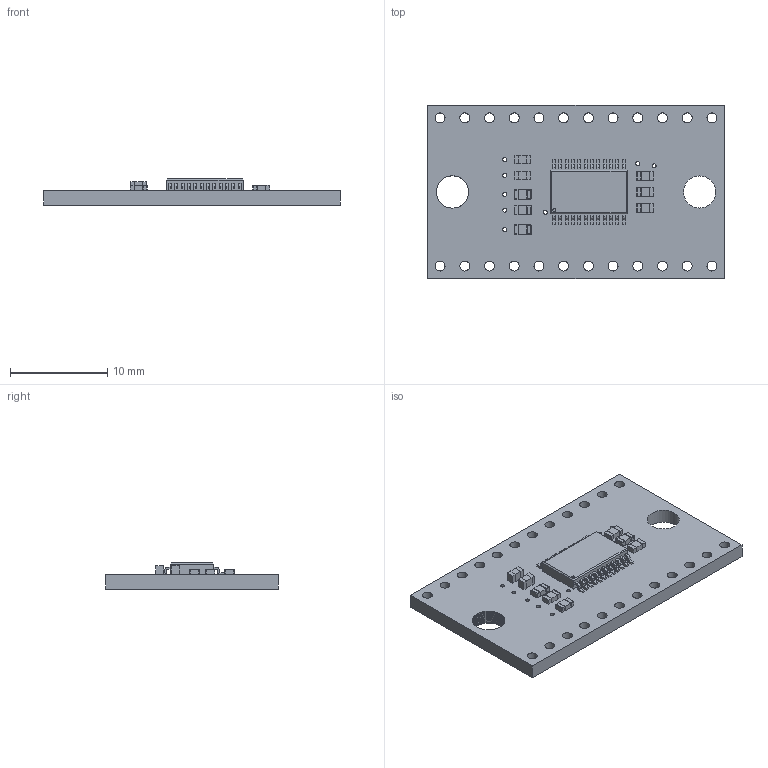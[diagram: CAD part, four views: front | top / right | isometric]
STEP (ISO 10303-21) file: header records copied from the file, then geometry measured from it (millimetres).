
FILE_DESCRIPTION(/* description */ (''),/* implementation_level */ '2;1');
FILE_NAME(/* name */ 'IFB-10012-R00 - 8-ch I2C Mux Breakout TCA9548A v3.step',/* time_stamp */ '2020-10-02T17:12:22-05:00',/* author */ (''),/* organization */ (''),/* preprocessor_version */ 'ST-DEVELOPER v18.1',/* originating_system */ 'Autodesk Translation Framework v9.3.0.1241',/* authorisation */ '');
FILE_SCHEMA (('AUTOMOTIVE_DESIGN { 1 0 10303 214 3 1 1 }'));
Length unit declared in the file: millimetre
Products named in the file (6): IFB-10012-R00 - 8-ch I2C Mux Breakout TCA9548A; Board; Packages; -PW-TSSOP24; C0603K; R0603
Assembly tree (11 placements, depth 3):
  IFB-10012-R00 - 8-ch I2C Mux Breakout TCA9548A
    Board
    Packages
      -PW-TSSOP24
      C0603K  x2
      R0603  x6
Bounding box: 30.48 x 17.78 x 2.7 mm (x, y, z)
Volume: 806.3 mm3; surface area: 1506.4 mm2
Topology: 10 solids, 10 shells, 827 faces, 2018 edges, 1248 vertices
Faces by surface type: plane 453, cylinder 278, sphere 96
Full cylindrical faces by diameter (mm): 0.3 x1, 0.406 x12, 1.016 x24, 3.302 x1
Entity records: 17454 total; most frequent: CARTESIAN_POINT 2937, ORIENTED_EDGE 2884, DIRECTION 2860, EDGE_CURVE 1442, LINE 1126, VECTOR 1126, VERTEX_POINT 944, AXIS2_PLACEMENT_3D 867
